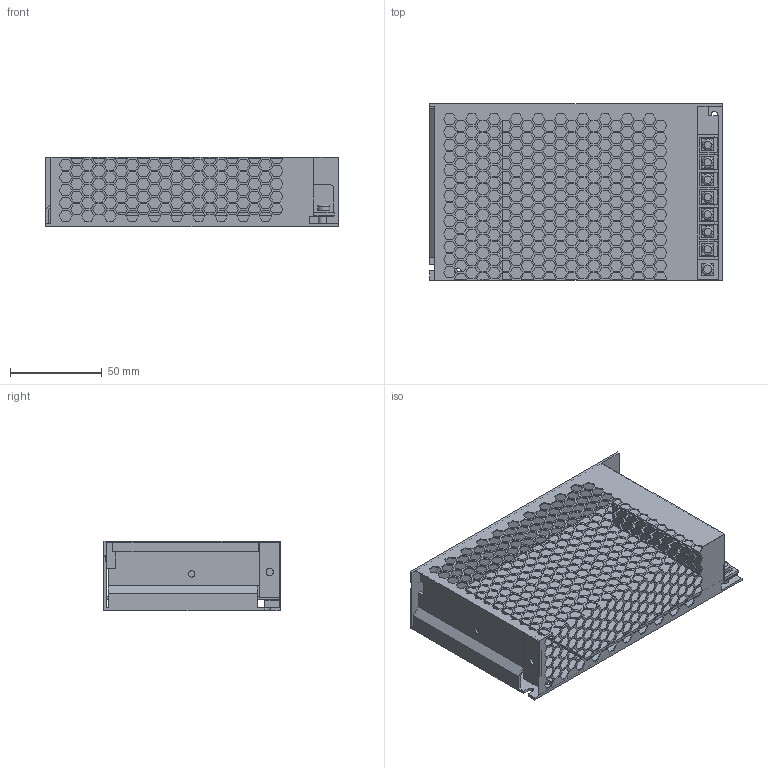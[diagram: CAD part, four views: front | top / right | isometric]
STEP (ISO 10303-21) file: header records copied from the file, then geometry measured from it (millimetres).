
FILE_DESCRIPTION (( 'STEP AP214' ), '1' );
FILE_NAME ('F605T-9.5-7P假蚾芞-2025.02.18.STEP', '2025-02-18T06:15:34', ( '' ), ( '' ), 'SwSTEP 2.0', 'SolidWorks 2020', '' );
FILE_SCHEMA (( 'AUTOMOTIVE_DESIGN' ));
Length unit declared in the file: millimetre
Products named in the file (1): F605T-9.5-7P假蚾芞-2025.02.18
Bounding box: 160 x 96.4 x 37.8 mm (x, y, z)
Volume: 73744.3 mm3; surface area: 100545 mm2
Topology: 1 solids, 1 shells, 2418 faces, 7205 edges, 4786 vertices
Faces by surface type: plane 2338, cylinder 64, torus 16
Entity records: 81012 total; most frequent: CARTESIAN_POINT 14410, ORIENTED_EDGE 14410, DIRECTION 12208, EDGE_CURVE 7205, LINE 7040, VECTOR 7040, VERTEX_POINT 4786, EDGE_LOOP 3145
